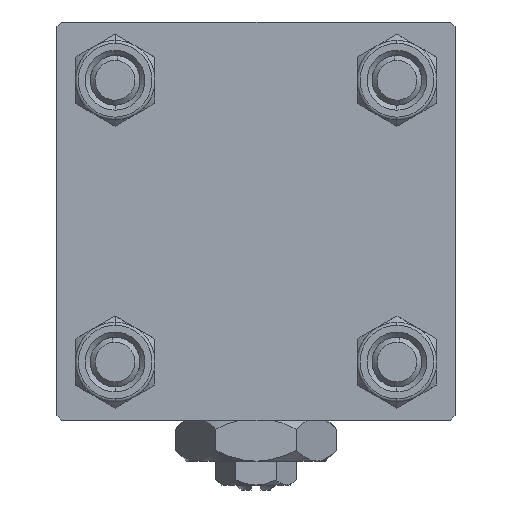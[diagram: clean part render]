
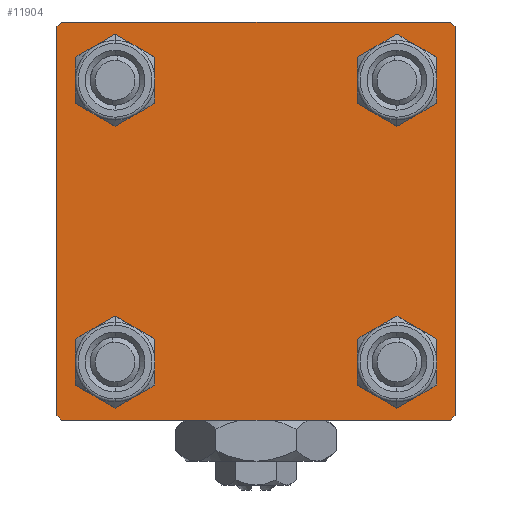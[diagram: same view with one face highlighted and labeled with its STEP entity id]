
A CAD part, left-side view. The second image highlights one B-rep face of the part: STEP entity #11904.
In plain terms, the highlighted planar face has unit normal (-1, 0, 0).
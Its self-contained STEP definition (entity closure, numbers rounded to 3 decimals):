
#514 = ORIENTED_EDGE ( 'NONE', *, *, #27683, .F. ) ;
#1039 = ORIENTED_EDGE ( 'NONE', *, *, #15003, .T. ) ;
#1292 = ORIENTED_EDGE ( 'NONE', *, *, #4211, .T. ) ;
#1347 = VERTEX_POINT ( 'NONE', #25678 ) ;
#1411 = PLANE ( 'NONE',  #15335 ) ;
#2062 = EDGE_CURVE ( 'NONE', #5043, #39513, #20170, .T. ) ;
#2640 = EDGE_LOOP ( 'NONE', ( #19151, #33201 ) ) ;
#2744 = CIRCLE ( 'NONE', #27961, 3. ) ;
#3317 = VERTEX_POINT ( 'NONE', #48581 ) ;
#3621 = VERTEX_POINT ( 'NONE', #18255 ) ;
#4211 = EDGE_CURVE ( 'NONE', #48274, #11396, #14914, .T. ) ;
#4553 = DIRECTION ( 'NONE',  ( 1., 0., 0. ) ) ;
#4568 = CARTESIAN_POINT ( 'NONE',  ( 0., -20., -19.5 ) ) ;
#4585 = FACE_BOUND ( 'NONE', #2640, .T. ) ;
#5043 = VERTEX_POINT ( 'NONE', #16058 ) ;
#5381 = CARTESIAN_POINT ( 'NONE',  ( 0., 20., 20. ) ) ;
#5462 = CARTESIAN_POINT ( 'NONE',  ( 0., -14.15, 11.15 ) ) ;
#5917 = DIRECTION ( 'NONE',  ( 0., 0., 1. ) ) ;
#6130 = DIRECTION ( 'NONE',  ( 1., 0., 0. ) ) ;
#6245 = CARTESIAN_POINT ( 'NONE',  ( 0., 20., 19.5 ) ) ;
#6389 = DIRECTION ( 'NONE',  ( 0., 0., 1. ) ) ;
#6780 = VECTOR ( 'NONE', #43784, 1000. ) ;
#6904 = ORIENTED_EDGE ( 'NONE', *, *, #30901, .T. ) ;
#7176 = LINE ( 'NONE', #51312, #12533 ) ;
#8053 = AXIS2_PLACEMENT_3D ( 'NONE', #42129, #6130, #37413 ) ;
#8270 = EDGE_LOOP ( 'NONE', ( #38132, #14236 ) ) ;
#8393 = DIRECTION ( 'NONE',  ( 0., 0., -1. ) ) ;
#9295 = FACE_OUTER_BOUND ( 'NONE', #20021, .T. ) ;
#9483 = CIRCLE ( 'NONE', #29619, 3. ) ;
#9569 = DIRECTION ( 'NONE',  ( 0., -1., 0. ) ) ;
#11141 = CARTESIAN_POINT ( 'NONE',  ( 0., 19.5, -20. ) ) ;
#11294 = CARTESIAN_POINT ( 'NONE',  ( 0., 14.15, 14.15 ) ) ;
#11372 = DIRECTION ( 'NONE',  ( 0., -0.707, 0.707 ) ) ;
#11396 = VERTEX_POINT ( 'NONE', #42002 ) ;
#11813 = LINE ( 'NONE', #19952, #30463 ) ;
#11904 = ADVANCED_FACE ( 'NONE', ( #4585, #25073, #41100, #11947, #9295 ), #1411, .T. ) ;
#11947 = FACE_BOUND ( 'NONE', #8270, .T. ) ;
#12533 = VECTOR ( 'NONE', #11372, 1000. ) ;
#12553 = CARTESIAN_POINT ( 'NONE',  ( 0., -19.75, 19.75 ) ) ;
#12695 = EDGE_CURVE ( 'NONE', #45463, #41057, #9483, .T. ) ;
#13909 = VERTEX_POINT ( 'NONE', #4568 ) ;
#14236 = ORIENTED_EDGE ( 'NONE', *, *, #24623, .T. ) ;
#14743 = VERTEX_POINT ( 'NONE', #40574 ) ;
#14914 = LINE ( 'NONE', #47483, #6780 ) ;
#15003 = EDGE_CURVE ( 'NONE', #3317, #3621, #15441, .T. ) ;
#15325 = VECTOR ( 'NONE', #50442, 1000. ) ;
#15335 = AXIS2_PLACEMENT_3D ( 'NONE', #29515, #46076, #6389 ) ;
#15441 = CIRCLE ( 'NONE', #32208, 3. ) ;
#16058 = CARTESIAN_POINT ( 'NONE',  ( 0., -20., 19.5 ) ) ;
#16211 = CARTESIAN_POINT ( 'NONE',  ( 0., 14.15, -14.15 ) ) ;
#16427 = CIRCLE ( 'NONE', #8053, 3. ) ;
#16431 = AXIS2_PLACEMENT_3D ( 'NONE', #20311, #4553, #48701 ) ;
#17208 = CARTESIAN_POINT ( 'NONE',  ( 0., -20., 20. ) ) ;
#17957 = EDGE_CURVE ( 'NONE', #3621, #3317, #24795, .T. ) ;
#18086 = AXIS2_PLACEMENT_3D ( 'NONE', #19150, #31492, #31748 ) ;
#18255 = CARTESIAN_POINT ( 'NONE',  ( 0., -14.15, -17.15 ) ) ;
#18394 = CARTESIAN_POINT ( 'NONE',  ( 0., -14.15, -14.15 ) ) ;
#18574 = EDGE_CURVE ( 'NONE', #25888, #48274, #35307, .T. ) ;
#19150 = CARTESIAN_POINT ( 'NONE',  ( 0., 14.15, 14.15 ) ) ;
#19151 = ORIENTED_EDGE ( 'NONE', *, *, #12695, .T. ) ;
#19198 = ORIENTED_EDGE ( 'NONE', *, *, #30164, .T. ) ;
#19466 = ORIENTED_EDGE ( 'NONE', *, *, #43415, .T. ) ;
#19952 = CARTESIAN_POINT ( 'NONE',  ( 0., 20., 20. ) ) ;
#20021 = EDGE_LOOP ( 'NONE', ( #27926, #42387, #1292, #25723, #49970, #23051, #514, #19198 ) ) ;
#20170 = LINE ( 'NONE', #12553, #47830 ) ;
#20311 = CARTESIAN_POINT ( 'NONE',  ( 0., -14.15, -14.15 ) ) ;
#20428 = VERTEX_POINT ( 'NONE', #33792 ) ;
#21548 = CIRCLE ( 'NONE', #50921, 3. ) ;
#22345 = DIRECTION ( 'NONE',  ( 0., 0., 1. ) ) ;
#22427 = CARTESIAN_POINT ( 'NONE',  ( 0., -14.15, 14.15 ) ) ;
#22687 = EDGE_CURVE ( 'NONE', #41057, #45463, #16427, .T. ) ;
#23051 = ORIENTED_EDGE ( 'NONE', *, *, #2062, .T. ) ;
#23132 = VECTOR ( 'NONE', #31632, 1000. ) ;
#24014 = CARTESIAN_POINT ( 'NONE',  ( 0., 19.75, -19.75 ) ) ;
#24074 = AXIS2_PLACEMENT_3D ( 'NONE', #11294, #27335, #43865 ) ;
#24623 = EDGE_CURVE ( 'NONE', #26886, #20428, #34114, .T. ) ;
#24795 = CIRCLE ( 'NONE', #16431, 3. ) ;
#24840 = LINE ( 'NONE', #17208, #27646 ) ;
#25073 = FACE_BOUND ( 'NONE', #30853, .T. ) ;
#25678 = CARTESIAN_POINT ( 'NONE',  ( 0., 14.15, -17.15 ) ) ;
#25723 = ORIENTED_EDGE ( 'NONE', *, *, #49886, .T. ) ;
#25888 = VERTEX_POINT ( 'NONE', #31703 ) ;
#26178 = VERTEX_POINT ( 'NONE', #36364 ) ;
#26687 = CARTESIAN_POINT ( 'NONE',  ( 0., 14.15, 11.15 ) ) ;
#26886 = VERTEX_POINT ( 'NONE', #26687 ) ;
#27335 = DIRECTION ( 'NONE',  ( 1., 0., 0. ) ) ;
#27646 = VECTOR ( 'NONE', #32188, 1000. ) ;
#27683 = EDGE_CURVE ( 'NONE', #14743, #39513, #49272, .T. ) ;
#27926 = ORIENTED_EDGE ( 'NONE', *, *, #30601, .T. ) ;
#27961 = AXIS2_PLACEMENT_3D ( 'NONE', #16211, #32227, #48277 ) ;
#29515 = CARTESIAN_POINT ( 'NONE',  ( 0., 0., 0. ) ) ;
#29619 = AXIS2_PLACEMENT_3D ( 'NONE', #22427, #30556, #45583 ) ;
#29974 = ORIENTED_EDGE ( 'NONE', *, *, #17957, .T. ) ;
#30164 = EDGE_CURVE ( 'NONE', #14743, #38947, #45487, .T. ) ;
#30302 = CARTESIAN_POINT ( 'NONE',  ( 0., -19.5, 20. ) ) ;
#30463 = VECTOR ( 'NONE', #8393, 1000. ) ;
#30556 = DIRECTION ( 'NONE',  ( 1., 0., 0. ) ) ;
#30601 = EDGE_CURVE ( 'NONE', #38947, #25888, #11813, .T. ) ;
#30853 = EDGE_LOOP ( 'NONE', ( #1039, #29974 ) ) ;
#30901 = EDGE_CURVE ( 'NONE', #1347, #26178, #2744, .T. ) ;
#31492 = DIRECTION ( 'NONE',  ( 1., 0., 0. ) ) ;
#31632 = DIRECTION ( 'NONE',  ( 0., -0.707, -0.707 ) ) ;
#31703 = CARTESIAN_POINT ( 'NONE',  ( 0., 20., -19.5 ) ) ;
#31748 = DIRECTION ( 'NONE',  ( 0., 0., 1. ) ) ;
#32188 = DIRECTION ( 'NONE',  ( 0., 0., -1. ) ) ;
#32208 = AXIS2_PLACEMENT_3D ( 'NONE', #18394, #34168, #22345 ) ;
#32227 = DIRECTION ( 'NONE',  ( 1., 0., 0. ) ) ;
#33201 = ORIENTED_EDGE ( 'NONE', *, *, #22687, .T. ) ;
#33792 = CARTESIAN_POINT ( 'NONE',  ( 0., 14.15, 17.15 ) ) ;
#34114 = CIRCLE ( 'NONE', #24074, 3. ) ;
#34168 = DIRECTION ( 'NONE',  ( 1., 0., 0. ) ) ;
#34521 = VECTOR ( 'NONE', #9569, 1000. ) ;
#34536 = DIRECTION ( 'NONE',  ( 1., 0., 0. ) ) ;
#35307 = LINE ( 'NONE', #24014, #23132 ) ;
#36200 = DIRECTION ( 'NONE',  ( 0., 0.707, 0.707 ) ) ;
#36364 = CARTESIAN_POINT ( 'NONE',  ( 0., 14.15, -11.15 ) ) ;
#36826 = EDGE_LOOP ( 'NONE', ( #19466, #6904 ) ) ;
#37413 = DIRECTION ( 'NONE',  ( 0., 0., 1. ) ) ;
#38132 = ORIENTED_EDGE ( 'NONE', *, *, #40942, .T. ) ;
#38868 = CARTESIAN_POINT ( 'NONE',  ( 0., 19.75, 19.75 ) ) ;
#38947 = VERTEX_POINT ( 'NONE', #6245 ) ;
#39513 = VERTEX_POINT ( 'NONE', #30302 ) ;
#40574 = CARTESIAN_POINT ( 'NONE',  ( 0., 19.5, 20. ) ) ;
#40942 = EDGE_CURVE ( 'NONE', #20428, #26886, #43261, .T. ) ;
#41057 = VERTEX_POINT ( 'NONE', #5462 ) ;
#41100 = FACE_BOUND ( 'NONE', #36826, .T. ) ;
#42002 = CARTESIAN_POINT ( 'NONE',  ( 0., -19.5, -20. ) ) ;
#42129 = CARTESIAN_POINT ( 'NONE',  ( 0., -14.15, 14.15 ) ) ;
#42387 = ORIENTED_EDGE ( 'NONE', *, *, #18574, .T. ) ;
#42430 = CARTESIAN_POINT ( 'NONE',  ( 0., 14.15, -14.15 ) ) ;
#43261 = CIRCLE ( 'NONE', #18086, 3. ) ;
#43415 = EDGE_CURVE ( 'NONE', #26178, #1347, #21548, .T. ) ;
#43784 = DIRECTION ( 'NONE',  ( 0., -1., 0. ) ) ;
#43865 = DIRECTION ( 'NONE',  ( 0., 0., 1. ) ) ;
#45463 = VERTEX_POINT ( 'NONE', #51187 ) ;
#45487 = LINE ( 'NONE', #38868, #15325 ) ;
#45583 = DIRECTION ( 'NONE',  ( 0., 0., 1. ) ) ;
#46076 = DIRECTION ( 'NONE',  ( -1., 0., 0. ) ) ;
#47483 = CARTESIAN_POINT ( 'NONE',  ( 0., 20., -20. ) ) ;
#47830 = VECTOR ( 'NONE', #36200, 1000. ) ;
#48274 = VERTEX_POINT ( 'NONE', #11141 ) ;
#48277 = DIRECTION ( 'NONE',  ( 0., 0., 1. ) ) ;
#48581 = CARTESIAN_POINT ( 'NONE',  ( 0., -14.15, -11.15 ) ) ;
#48701 = DIRECTION ( 'NONE',  ( 0., 0., 1. ) ) ;
#49272 = LINE ( 'NONE', #5381, #34521 ) ;
#49886 = EDGE_CURVE ( 'NONE', #11396, #13909, #7176, .T. ) ;
#49970 = ORIENTED_EDGE ( 'NONE', *, *, #50292, .F. ) ;
#50292 = EDGE_CURVE ( 'NONE', #5043, #13909, #24840, .T. ) ;
#50442 = DIRECTION ( 'NONE',  ( 0., 0.707, -0.707 ) ) ;
#50921 = AXIS2_PLACEMENT_3D ( 'NONE', #42430, #34536, #5917 ) ;
#51187 = CARTESIAN_POINT ( 'NONE',  ( 0., -14.15, 17.15 ) ) ;
#51312 = CARTESIAN_POINT ( 'NONE',  ( 0., -19.75, -19.75 ) ) ;
